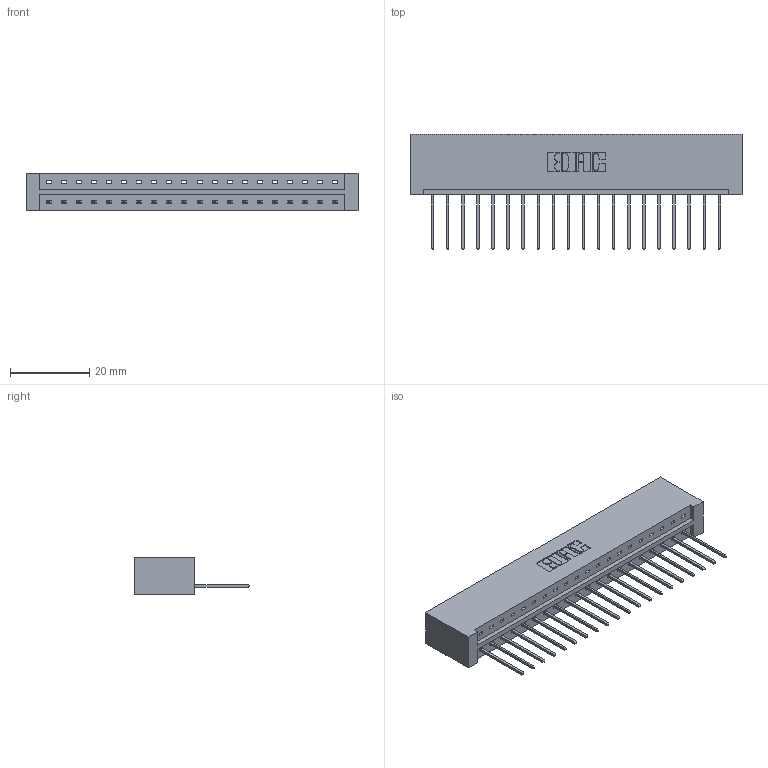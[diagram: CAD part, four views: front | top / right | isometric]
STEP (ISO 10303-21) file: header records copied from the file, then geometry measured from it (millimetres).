
FILE_DESCRIPTION (( 'STEP AP203' ), '1' );
FILE_NAME ('379-020-540-101.STEP', '2020-02-26T15:07:44', ( '' ), ( '' ), 'SwSTEP 2.0', 'SolidWorks 2016', '' );
FILE_SCHEMA (( 'CONFIG_CONTROL_DESIGN' ));
Length unit declared in the file: inch
Products named in the file (3): 379-020-540-101; 379 Part_Lugless; 345-292-001_345-293-140
Assembly tree (21 placements, depth 2):
  379-020-540-101
    379 Part_Lugless
    345-292-001_345-293-140  x20
Bounding box: 83.82 x 29.13 x 9.53 mm (x, y, z)
Volume: 9291.1 mm3; surface area: 9563.9 mm2
Topology: 21 solids, 21 shells, 1266 faces, 3807 edges, 2510 vertices
Faces by surface type: plane 906, cylinder 360
Entity records: 14813 total; most frequent: CARTESIAN_POINT 2566, ORIENTED_EDGE 2522, DIRECTION 2201, EDGE_CURVE 1261, LINE 1141, VECTOR 1141, VERTEX_POINT 838, AXIS2_PLACEMENT_3D 530
